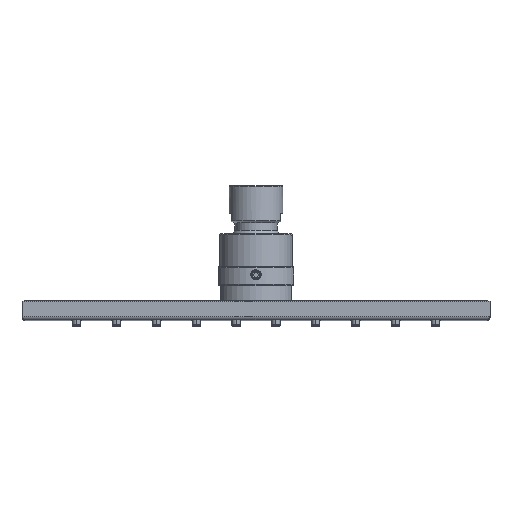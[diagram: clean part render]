
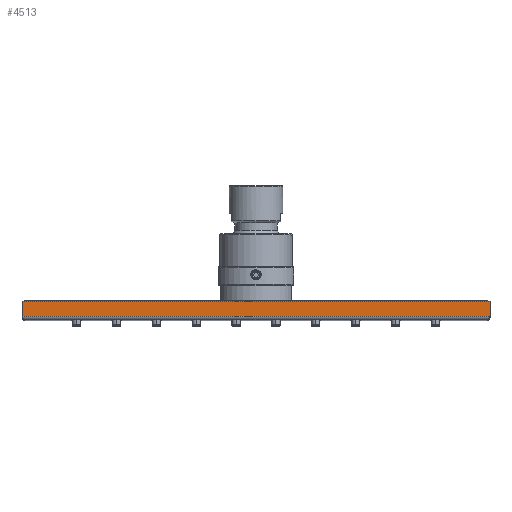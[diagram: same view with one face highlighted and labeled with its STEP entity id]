
A CAD part, top view. The second image highlights one B-rep face of the part: STEP entity #4513.
In plain terms, the highlighted planar face has unit normal (0, 0, 1).
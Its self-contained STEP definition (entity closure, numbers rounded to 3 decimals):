
#1031=DIRECTION('',(0.,1.,0.));
#1032=VECTOR('',#1031,6.4);
#1033=CARTESIAN_POINT('',(99.8,1.5,99.8));
#1034=LINE('',#1033,#1032);
#1035=DIRECTION('',(-1.,0.,0.));
#1036=VECTOR('',#1035,199.6);
#1037=CARTESIAN_POINT('',(99.8,1.5,99.8));
#1038=LINE('',#1037,#1036);
#1039=DIRECTION('',(0.,1.,0.));
#1040=VECTOR('',#1039,6.4);
#1041=CARTESIAN_POINT('',(-99.8,1.5,99.8));
#1042=LINE('',#1041,#1040);
#1089=DIRECTION('',(1.,0.,0.));
#1090=VECTOR('',#1089,199.6);
#1091=CARTESIAN_POINT('',(-99.8,7.9,99.8));
#1092=LINE('',#1091,#1090);
#3009=CARTESIAN_POINT('',(-99.8,7.9,99.8));
#3010=VERTEX_POINT('',#3009);
#3011=CARTESIAN_POINT('',(99.8,7.9,99.8));
#3012=VERTEX_POINT('',#3011);
#3014=CARTESIAN_POINT('',(99.8,1.5,99.8));
#3016=VERTEX_POINT('',#3014);
#3023=CARTESIAN_POINT('',(-99.8,1.5,99.8));
#3024=VERTEX_POINT('',#3023);
#4499=CARTESIAN_POINT('',(-99.8,0.,99.8));
#4500=DIRECTION('',(0.,0.,1.));
#4501=DIRECTION('',(1.,0.,0.));
#4502=AXIS2_PLACEMENT_3D('',#4499,#4500,#4501);
#4503=PLANE('',#4502);
#4505=ORIENTED_EDGE('',*,*,#4504,.T.);
#4507=ORIENTED_EDGE('',*,*,#4506,.T.);
#4509=ORIENTED_EDGE('',*,*,#4508,.T.);
#4510=ORIENTED_EDGE('',*,*,#4490,.F.);
#4511=EDGE_LOOP('',(#4505,#4507,#4509,#4510));
#4512=FACE_OUTER_BOUND('',#4511,.F.);
#4490=EDGE_CURVE('',#3016,#3012,#1034,.T.);
#4504=EDGE_CURVE('',#3016,#3024,#1038,.T.);
#4506=EDGE_CURVE('',#3024,#3010,#1042,.T.);
#4508=EDGE_CURVE('',#3010,#3012,#1092,.T.);
#4513=ADVANCED_FACE('',(#4512),#4503,.T.);
